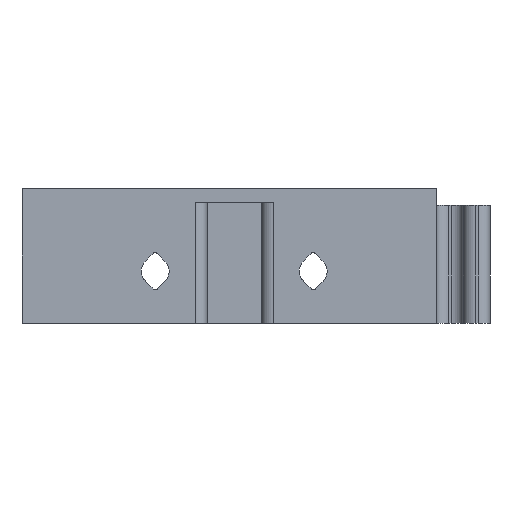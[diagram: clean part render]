
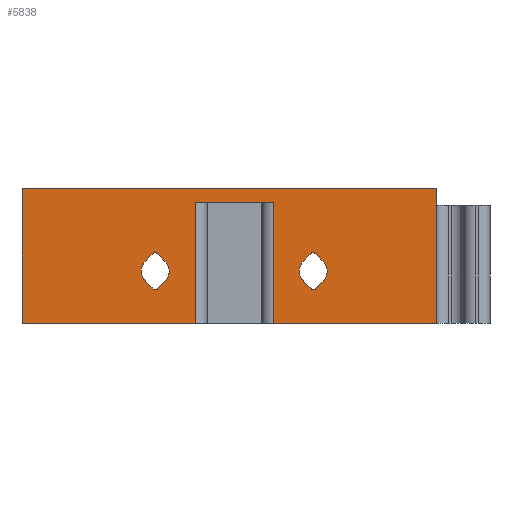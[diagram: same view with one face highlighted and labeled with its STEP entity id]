
A CAD part, left-side view. The second image highlights one B-rep face of the part: STEP entity #5838.
In plain terms, the highlighted planar face has unit normal (-1, 0, 0).
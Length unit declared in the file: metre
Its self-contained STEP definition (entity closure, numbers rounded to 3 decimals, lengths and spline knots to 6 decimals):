
#136=CIRCLE('',#6198,0.0004);
#137=CIRCLE('',#6199,0.002075);
#138=CIRCLE('',#6200,0.0004);
#139=CIRCLE('',#6201,0.002075);
#140=CIRCLE('',#6202,0.0004);
#141=CIRCLE('',#6203,0.002075);
#142=CIRCLE('',#6204,0.0004);
#143=CIRCLE('',#6205,0.002075);
#326=PLANE('',#6197);
#557=LINE('',#8762,#1095);
#595=LINE('',#8955,#1133);
#603=LINE('',#8987,#1141);
#617=LINE('',#9029,#1155);
#618=LINE('',#9034,#1156);
#619=LINE('',#9038,#1157);
#620=LINE('',#9042,#1158);
#621=LINE('',#9045,#1159);
#622=LINE('',#9050,#1160);
#623=LINE('',#9054,#1161);
#624=LINE('',#9058,#1162);
#625=LINE('',#9061,#1163);
#626=LINE('',#9062,#1164);
#627=LINE('',#9064,#1165);
#628=LINE('',#9066,#1166);
#629=LINE('',#9067,#1167);
#1095=VECTOR('',#6734,1.);
#1133=VECTOR('',#6834,1.);
#1141=VECTOR('',#6858,1.);
#1155=VECTOR('',#6892,1.);
#1156=VECTOR('',#6895,1.);
#1157=VECTOR('',#6898,1.);
#1158=VECTOR('',#6901,1.);
#1159=VECTOR('',#6904,1.);
#1160=VECTOR('',#6907,1.);
#1161=VECTOR('',#6910,1.);
#1162=VECTOR('',#6913,1.);
#1163=VECTOR('',#6916,1.);
#1164=VECTOR('',#6917,1.);
#1165=VECTOR('',#6918,1.);
#1166=VECTOR('',#6919,1.);
#1167=VECTOR('',#6920,1.);
#2027=ORIENTED_EDGE('',*,*,#3665,.F.);
#2028=ORIENTED_EDGE('',*,*,#3666,.F.);
#2029=ORIENTED_EDGE('',*,*,#3667,.T.);
#2030=ORIENTED_EDGE('',*,*,#3668,.F.);
#2031=ORIENTED_EDGE('',*,*,#3669,.T.);
#2032=ORIENTED_EDGE('',*,*,#3670,.F.);
#2033=ORIENTED_EDGE('',*,*,#3671,.F.);
#2034=ORIENTED_EDGE('',*,*,#3672,.F.);
#2035=ORIENTED_EDGE('',*,*,#3673,.F.);
#2036=ORIENTED_EDGE('',*,*,#3674,.F.);
#2037=ORIENTED_EDGE('',*,*,#3675,.T.);
#2038=ORIENTED_EDGE('',*,*,#3676,.F.);
#2039=ORIENTED_EDGE('',*,*,#3677,.T.);
#2040=ORIENTED_EDGE('',*,*,#3678,.F.);
#2041=ORIENTED_EDGE('',*,*,#3679,.F.);
#2042=ORIENTED_EDGE('',*,*,#3680,.F.);
#2043=ORIENTED_EDGE('',*,*,#3545,.T.);
#2044=ORIENTED_EDGE('',*,*,#3681,.T.);
#2045=ORIENTED_EDGE('',*,*,#3643,.F.);
#2046=ORIENTED_EDGE('',*,*,#3682,.F.);
#2047=ORIENTED_EDGE('',*,*,#3683,.F.);
#2048=ORIENTED_EDGE('',*,*,#3684,.T.);
#2049=ORIENTED_EDGE('',*,*,#3627,.F.);
#2050=ORIENTED_EDGE('',*,*,#3685,.T.);
#3545=EDGE_CURVE('',#4397,#4396,#557,.F.);
#3627=EDGE_CURVE('',#4478,#4479,#595,.F.);
#3643=EDGE_CURVE('',#4494,#4428,#603,.F.);
#3665=EDGE_CURVE('',#4513,#4514,#617,.T.);
#3666=EDGE_CURVE('',#4515,#4513,#136,.T.);
#3667=EDGE_CURVE('',#4515,#4516,#618,.T.);
#3668=EDGE_CURVE('',#4517,#4516,#137,.T.);
#3669=EDGE_CURVE('',#4517,#4518,#619,.T.);
#3670=EDGE_CURVE('',#4519,#4518,#138,.T.);
#3671=EDGE_CURVE('',#4520,#4519,#620,.T.);
#3672=EDGE_CURVE('',#4514,#4520,#139,.T.);
#3673=EDGE_CURVE('',#4521,#4522,#621,.T.);
#3674=EDGE_CURVE('',#4523,#4521,#140,.T.);
#3675=EDGE_CURVE('',#4523,#4524,#622,.T.);
#3676=EDGE_CURVE('',#4525,#4524,#141,.T.);
#3677=EDGE_CURVE('',#4525,#4526,#623,.T.);
#3678=EDGE_CURVE('',#4527,#4526,#142,.T.);
#3679=EDGE_CURVE('',#4528,#4527,#624,.T.);
#3680=EDGE_CURVE('',#4522,#4528,#143,.T.);
#3681=EDGE_CURVE('',#4396,#4428,#625,.T.);
#3682=EDGE_CURVE('',#4529,#4494,#626,.T.);
#3683=EDGE_CURVE('',#4530,#4529,#627,.F.);
#3684=EDGE_CURVE('',#4530,#4479,#628,.F.);
#3685=EDGE_CURVE('',#4478,#4397,#629,.T.);
#4396=VERTEX_POINT('',#8761);
#4397=VERTEX_POINT('',#8763);
#4428=VERTEX_POINT('',#8854);
#4478=VERTEX_POINT('',#8954);
#4479=VERTEX_POINT('',#8956);
#4494=VERTEX_POINT('',#8986);
#4513=VERTEX_POINT('',#9030);
#4514=VERTEX_POINT('',#9031);
#4515=VERTEX_POINT('',#9033);
#4516=VERTEX_POINT('',#9035);
#4517=VERTEX_POINT('',#9037);
#4518=VERTEX_POINT('',#9039);
#4519=VERTEX_POINT('',#9041);
#4520=VERTEX_POINT('',#9043);
#4521=VERTEX_POINT('',#9046);
#4522=VERTEX_POINT('',#9047);
#4523=VERTEX_POINT('',#9049);
#4524=VERTEX_POINT('',#9051);
#4525=VERTEX_POINT('',#9053);
#4526=VERTEX_POINT('',#9055);
#4527=VERTEX_POINT('',#9057);
#4528=VERTEX_POINT('',#9059);
#4529=VERTEX_POINT('',#9063);
#4530=VERTEX_POINT('',#9065);
#5120=EDGE_LOOP('',(#2027,#2028,#2029,#2030,#2031,#2032,#2033,#2034));
#5121=EDGE_LOOP('',(#2035,#2036,#2037,#2038,#2039,#2040,#2041,#2042));
#5122=EDGE_LOOP('',(#2043,#2044,#2045,#2046,#2047,#2048,#2049,#2050));
#5448=FACE_BOUND('',#5120,.T.);
#5449=FACE_BOUND('',#5121,.T.);
#5450=FACE_BOUND('',#5122,.T.);
#5838=ADVANCED_FACE('',(#5448,#5449,#5450),#326,.T.);
#6197=AXIS2_PLACEMENT_3D('',#9028,#6890,#6891);
#6198=AXIS2_PLACEMENT_3D('',#9032,#6893,#6894);
#6199=AXIS2_PLACEMENT_3D('',#9036,#6896,#6897);
#6200=AXIS2_PLACEMENT_3D('',#9040,#6899,#6900);
#6201=AXIS2_PLACEMENT_3D('',#9044,#6902,#6903);
#6202=AXIS2_PLACEMENT_3D('',#9048,#6905,#6906);
#6203=AXIS2_PLACEMENT_3D('',#9052,#6908,#6909);
#6204=AXIS2_PLACEMENT_3D('',#9056,#6911,#6912);
#6205=AXIS2_PLACEMENT_3D('',#9060,#6914,#6915);
#6734=DIRECTION('',(0.,-1.,0.));
#6834=DIRECTION('',(0.,-1.,0.));
#6858=DIRECTION('',(0.,-1.,0.));
#6890=DIRECTION('',(-1.,0.,0.));
#6891=DIRECTION('',(0.,-1.,0.));
#6892=DIRECTION('',(0.,-0.707,0.707));
#6893=DIRECTION('',(-1.,0.,0.));
#6894=DIRECTION('',(0.,-1.,0.));
#6895=DIRECTION('',(0.,0.707,0.707));
#6896=DIRECTION('',(-1.,0.,0.));
#6897=DIRECTION('',(0.,-1.,0.));
#6898=DIRECTION('',(0.,-0.707,0.707));
#6899=DIRECTION('',(-1.,0.,0.));
#6900=DIRECTION('',(0.,-1.,0.));
#6901=DIRECTION('',(0.,0.707,0.707));
#6902=DIRECTION('',(-1.,0.,0.));
#6903=DIRECTION('',(0.,-1.,0.));
#6904=DIRECTION('',(0.,-0.707,0.707));
#6905=DIRECTION('',(-1.,0.,0.));
#6906=DIRECTION('',(0.,-1.,0.));
#6907=DIRECTION('',(0.,0.707,0.707));
#6908=DIRECTION('',(-1.,0.,0.));
#6909=DIRECTION('',(0.,-1.,0.));
#6910=DIRECTION('',(0.,-0.707,0.707));
#6911=DIRECTION('',(-1.,0.,0.));
#6912=DIRECTION('',(0.,-1.,0.));
#6913=DIRECTION('',(0.,0.707,0.707));
#6914=DIRECTION('',(-1.,0.,0.));
#6915=DIRECTION('',(0.,-1.,0.));
#6916=DIRECTION('',(0.,0.,-1.));
#6917=DIRECTION('',(0.,0.,-1.));
#6918=DIRECTION('',(0.,-1.,0.));
#6919=DIRECTION('',(0.,0.,1.));
#6920=DIRECTION('',(0.,0.,1.));
#8761=CARTESIAN_POINT('',(0.630025,1.6515,0.38));
#8762=CARTESIAN_POINT('',(0.630025,1.662111,0.38));
#8763=CARTESIAN_POINT('',(0.630025,1.59,0.38));
#8854=CARTESIAN_POINT('',(0.630025,1.6515,0.36));
#8954=CARTESIAN_POINT('',(0.630025,1.59,0.36));
#8955=CARTESIAN_POINT('',(0.630025,1.662111,0.36));
#8956=CARTESIAN_POINT('',(0.630025,1.614222,0.36));
#8986=CARTESIAN_POINT('',(0.630025,1.625778,0.36));
#8987=CARTESIAN_POINT('',(0.630025,1.662111,0.36));
#9028=CARTESIAN_POINT('',(0.630025,1.662111,0.38));
#9029=CARTESIAN_POINT('',(0.630025,1.639322,0.357211));
#9030=CARTESIAN_POINT('',(0.630025,1.631451,0.365082));
#9031=CARTESIAN_POINT('',(0.630025,1.630266,0.366266));
#9032=CARTESIAN_POINT('',(0.630025,1.631733,0.365365));
#9033=CARTESIAN_POINT('',(0.630025,1.632016,0.365082));
#9034=CARTESIAN_POINT('',(0.630025,1.654523,0.387588));
#9035=CARTESIAN_POINT('',(0.630025,1.633201,0.366266));
#9036=CARTESIAN_POINT('',(0.630025,1.631733,0.367733));
#9037=CARTESIAN_POINT('',(0.630025,1.633201,0.369201));
#9038=CARTESIAN_POINT('',(0.630025,1.642256,0.360145));
#9039=CARTESIAN_POINT('',(0.630025,1.632016,0.370385));
#9040=CARTESIAN_POINT('',(0.630025,1.631733,0.370102));
#9041=CARTESIAN_POINT('',(0.630025,1.631451,0.370385));
#9042=CARTESIAN_POINT('',(0.630025,1.651588,0.390523));
#9043=CARTESIAN_POINT('',(0.630025,1.630266,0.369201));
#9044=CARTESIAN_POINT('',(0.630025,1.631733,0.367733));
#9045=CARTESIAN_POINT('',(0.630025,1.627588,0.345477));
#9046=CARTESIAN_POINT('',(0.630025,1.607984,0.365082));
#9047=CARTESIAN_POINT('',(0.630025,1.606799,0.366266));
#9048=CARTESIAN_POINT('',(0.630025,1.608267,0.365365));
#9049=CARTESIAN_POINT('',(0.630025,1.608549,0.365082));
#9050=CARTESIAN_POINT('',(0.630025,1.642789,0.399322));
#9051=CARTESIAN_POINT('',(0.630025,1.609734,0.366266));
#9052=CARTESIAN_POINT('',(0.630025,1.608267,0.367733));
#9053=CARTESIAN_POINT('',(0.630025,1.609734,0.369201));
#9054=CARTESIAN_POINT('',(0.630025,1.630523,0.348412));
#9055=CARTESIAN_POINT('',(0.630025,1.608549,0.370385));
#9056=CARTESIAN_POINT('',(0.630025,1.608267,0.370102));
#9057=CARTESIAN_POINT('',(0.630025,1.607984,0.370385));
#9058=CARTESIAN_POINT('',(0.630025,1.639855,0.402256));
#9059=CARTESIAN_POINT('',(0.630025,1.606799,0.369201));
#9060=CARTESIAN_POINT('',(0.630025,1.608267,0.367733));
#9061=CARTESIAN_POINT('',(0.630025,1.6515,0.38));
#9062=CARTESIAN_POINT('',(0.630025,1.625778,0.38));
#9063=CARTESIAN_POINT('',(0.630025,1.625778,0.378));
#9064=CARTESIAN_POINT('',(0.630025,1.662111,0.378));
#9065=CARTESIAN_POINT('',(0.630025,1.614222,0.378));
#9066=CARTESIAN_POINT('',(0.630025,1.614222,0.38));
#9067=CARTESIAN_POINT('',(0.630025,1.59,0.38));
